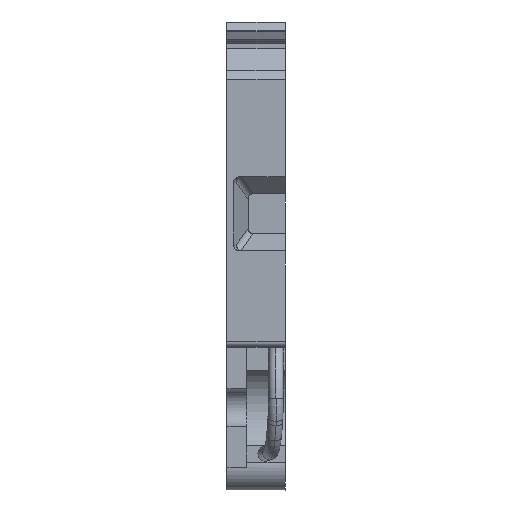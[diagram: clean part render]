
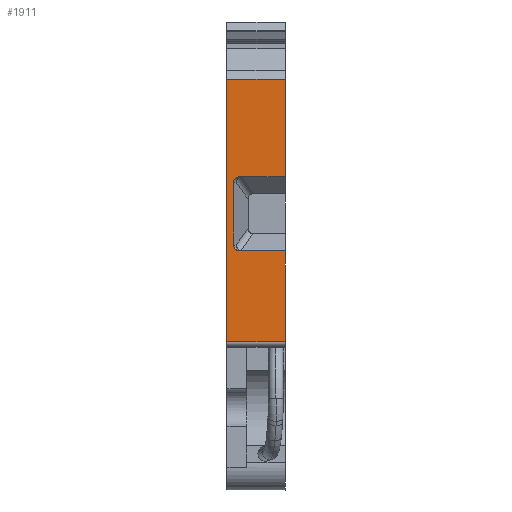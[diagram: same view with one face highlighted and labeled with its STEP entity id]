
A CAD part, front view. The second image highlights one B-rep face of the part: STEP entity #1911.
In plain terms, the highlighted planar face has unit normal (0, -1, 0).
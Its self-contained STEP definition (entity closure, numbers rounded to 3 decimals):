
#1840=AXIS2_PLACEMENT_3D('Plane Axis2P3D',#1837,#1838,#1839) ;
#270=CARTESIAN_POINT('Vertex',(5.1,0.,36.)) ;
#273=CARTESIAN_POINT('Line Origine',(5.1,0.,31.725)) ;
#277=CARTESIAN_POINT('Vertex',(5.1,0.,27.45)) ;
#312=CARTESIAN_POINT('Vertex',(5.1,0.,20.95)) ;
#315=CARTESIAN_POINT('Line Origine',(5.1,0.,19.225)) ;
#319=CARTESIAN_POINT('Vertex',(5.1,0.,17.5)) ;
#322=CARTESIAN_POINT('Line Origine',(5.1,0.,15.25)) ;
#326=CARTESIAN_POINT('Vertex',(5.1,0.,13.)) ;
#1195=CARTESIAN_POINT('Vertex',(0.,0.,13.)) ;
#1198=CARTESIAN_POINT('Line Origine',(0.,0.,24.5)) ;
#1202=CARTESIAN_POINT('Vertex',(0.,0.,36.)) ;
#1440=CARTESIAN_POINT('Line Origine',(2.55,0.,36.)) ;
#1837=CARTESIAN_POINT('Axis2P3D Location',(0.,0.,17.5)) ;
#1842=CARTESIAN_POINT('Line Origine',(2.55,0.,13.)) ;
#1847=CARTESIAN_POINT('Line Origine',(3.117,0.,20.95)) ;
#1851=CARTESIAN_POINT('Vertex',(1.134,0.,20.95)) ;
#1855=CARTESIAN_POINT('Control Point',(1.134,0.,20.95)) ;
#1856=CARTESIAN_POINT('Control Point',(1.069,0.,20.95)) ;
#1857=CARTESIAN_POINT('Control Point',(1.004,0.,20.959)) ;
#1858=CARTESIAN_POINT('Control Point',(0.941,0.,20.978)) ;
#1859=CARTESIAN_POINT('Control Point',(0.821,0.,21.033)) ;
#1860=CARTESIAN_POINT('Control Point',(0.724,0.,21.121)) ;
#1861=CARTESIAN_POINT('Control Point',(0.682,0.,21.172)) ;
#1862=CARTESIAN_POINT('Control Point',(0.634,0.,21.258)) ;
#1863=CARTESIAN_POINT('Control Point',(0.609,0.,21.353)) ;
#1864=CARTESIAN_POINT('Control Point',(0.603,0.,21.385)) ;
#1865=CARTESIAN_POINT('Control Point',(0.6,0.,21.418)) ;
#1866=CARTESIAN_POINT('Control Point',(0.6,0.,21.45)) ;
#1867=CARTESIAN_POINT('Vertex',(0.6,0.,21.45)) ;
#1870=CARTESIAN_POINT('Line Origine',(0.6,0.,24.2)) ;
#1874=CARTESIAN_POINT('Vertex',(0.6,0.,26.95)) ;
#1878=CARTESIAN_POINT('Control Point',(1.134,0.,27.45)) ;
#1879=CARTESIAN_POINT('Control Point',(1.069,0.,27.45)) ;
#1880=CARTESIAN_POINT('Control Point',(1.004,0.,27.441)) ;
#1881=CARTESIAN_POINT('Control Point',(0.941,0.,27.422)) ;
#1882=CARTESIAN_POINT('Control Point',(0.821,0.,27.367)) ;
#1883=CARTESIAN_POINT('Control Point',(0.724,0.,27.279)) ;
#1884=CARTESIAN_POINT('Control Point',(0.682,0.,27.228)) ;
#1885=CARTESIAN_POINT('Control Point',(0.634,0.,27.142)) ;
#1886=CARTESIAN_POINT('Control Point',(0.609,0.,27.047)) ;
#1887=CARTESIAN_POINT('Control Point',(0.603,0.,27.015)) ;
#1888=CARTESIAN_POINT('Control Point',(0.6,0.,26.982)) ;
#1889=CARTESIAN_POINT('Control Point',(0.6,0.,26.95)) ;
#1890=CARTESIAN_POINT('Vertex',(1.134,0.,27.45)) ;
#1893=CARTESIAN_POINT('Line Origine',(3.117,0.,27.45)) ;
#274=DIRECTION('Vector Direction',(0.,0.,1.)) ;
#316=DIRECTION('Vector Direction',(0.,0.,1.)) ;
#323=DIRECTION('Vector Direction',(0.,0.,-1.)) ;
#1199=DIRECTION('Vector Direction',(0.,0.,-1.)) ;
#1441=DIRECTION('Vector Direction',(1.,0.,0.)) ;
#1838=DIRECTION('Axis2P3D Direction',(0.,1.,0.)) ;
#1839=DIRECTION('Axis2P3D XDirection',(0.,0.,1.)) ;
#1843=DIRECTION('Vector Direction',(1.,0.,0.)) ;
#1848=DIRECTION('Vector Direction',(1.,0.,0.)) ;
#1871=DIRECTION('Vector Direction',(0.,0.,1.)) ;
#1894=DIRECTION('Vector Direction',(1.,0.,0.)) ;
#275=VECTOR('Line Direction',#274,1.) ;
#317=VECTOR('Line Direction',#316,1.) ;
#324=VECTOR('Line Direction',#323,1.) ;
#1200=VECTOR('Line Direction',#1199,1.) ;
#1442=VECTOR('Line Direction',#1441,1.) ;
#1844=VECTOR('Line Direction',#1843,1.) ;
#1849=VECTOR('Line Direction',#1848,1.) ;
#1872=VECTOR('Line Direction',#1871,1.) ;
#1895=VECTOR('Line Direction',#1894,1.) ;
#1899=ORIENTED_EDGE('',*,*,#1204,.T.) ;
#1900=ORIENTED_EDGE('',*,*,#1846,.F.) ;
#1901=ORIENTED_EDGE('',*,*,#328,.F.) ;
#1902=ORIENTED_EDGE('',*,*,#321,.F.) ;
#1903=ORIENTED_EDGE('',*,*,#1853,.F.) ;
#1904=ORIENTED_EDGE('',*,*,#1869,.T.) ;
#1905=ORIENTED_EDGE('',*,*,#1876,.F.) ;
#1906=ORIENTED_EDGE('',*,*,#1892,.T.) ;
#1907=ORIENTED_EDGE('',*,*,#1897,.F.) ;
#1908=ORIENTED_EDGE('',*,*,#279,.F.) ;
#1909=ORIENTED_EDGE('',*,*,#1444,.F.) ;
#1911=ADVANCED_FACE('Koerper.2',(#1910),#1841,.F.) ;
#1854=B_SPLINE_CURVE_WITH_KNOTS('',5,(#1855,#1856,#1857,#1858,#1859,#1860,#1861,#1862,#1863,#1864,#1865,#1866),.UNSPECIFIED.,.F.,.U.,(6,3,3,6),(0.,0.461,0.922,1.152),.UNSPECIFIED.) ;
#1877=B_SPLINE_CURVE_WITH_KNOTS('',5,(#1878,#1879,#1880,#1881,#1882,#1883,#1884,#1885,#1886,#1887,#1888,#1889),.UNSPECIFIED.,.F.,.U.,(6,3,3,6),(0.,0.461,0.922,1.152),.UNSPECIFIED.) ;
#279=EDGE_CURVE('',#271,#278,#276,.F.) ;
#321=EDGE_CURVE('',#313,#320,#318,.F.) ;
#328=EDGE_CURVE('',#320,#327,#325,.T.) ;
#1204=EDGE_CURVE('',#1203,#1196,#1201,.T.) ;
#1444=EDGE_CURVE('',#1203,#271,#1443,.T.) ;
#1846=EDGE_CURVE('',#327,#1196,#1845,.F.) ;
#1853=EDGE_CURVE('',#1852,#313,#1850,.T.) ;
#1869=EDGE_CURVE('',#1852,#1868,#1854,.T.) ;
#1876=EDGE_CURVE('',#1875,#1868,#1873,.F.) ;
#1892=EDGE_CURVE('',#1875,#1891,#1877,.F.) ;
#1897=EDGE_CURVE('',#278,#1891,#1896,.F.) ;
#1898=EDGE_LOOP('',(#1899,#1900,#1901,#1902,#1903,#1904,#1905,#1906,#1907,#1908,#1909)) ;
#1910=FACE_OUTER_BOUND('',#1898,.T.) ;
#276=LINE('Line',#273,#275) ;
#318=LINE('Line',#315,#317) ;
#325=LINE('Line',#322,#324) ;
#1201=LINE('Line',#1198,#1200) ;
#1443=LINE('Line',#1440,#1442) ;
#1845=LINE('Line',#1842,#1844) ;
#1850=LINE('Line',#1847,#1849) ;
#1873=LINE('Line',#1870,#1872) ;
#1896=LINE('Line',#1893,#1895) ;
#1841=PLANE('',#1840) ;
#271=VERTEX_POINT('',#270) ;
#278=VERTEX_POINT('',#277) ;
#313=VERTEX_POINT('',#312) ;
#320=VERTEX_POINT('',#319) ;
#327=VERTEX_POINT('',#326) ;
#1196=VERTEX_POINT('',#1195) ;
#1203=VERTEX_POINT('',#1202) ;
#1852=VERTEX_POINT('',#1851) ;
#1868=VERTEX_POINT('',#1867) ;
#1875=VERTEX_POINT('',#1874) ;
#1891=VERTEX_POINT('',#1890) ;
